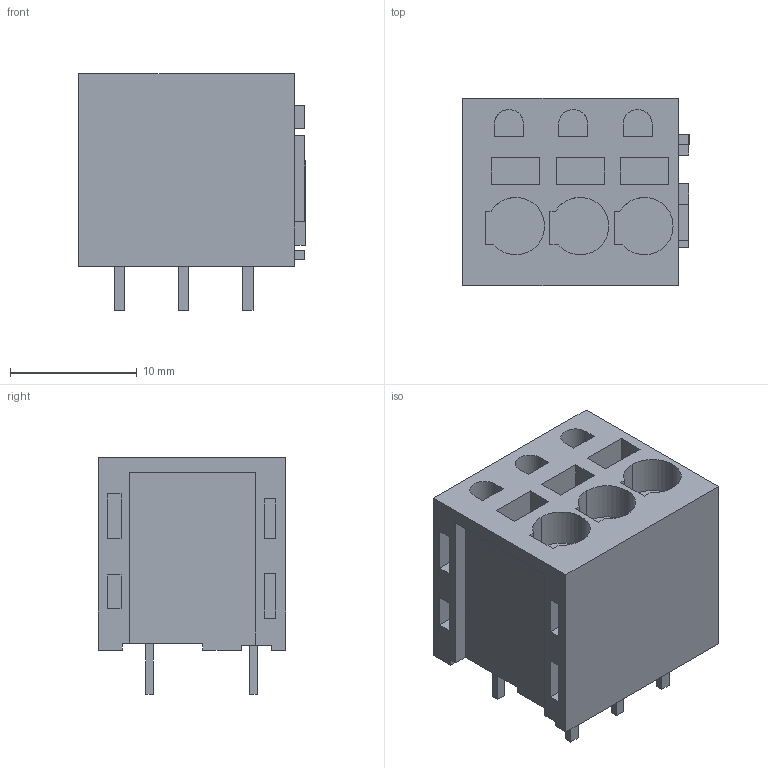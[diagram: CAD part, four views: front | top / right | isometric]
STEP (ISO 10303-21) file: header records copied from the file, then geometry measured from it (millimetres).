
FILE_DESCRIPTION(('CATIA V5 STEP Exchange','CAx-IF Rec.Pracs.--- Model Styling and Organization---1.2---2011-12-15'),'2;1');
FILE_NAME ('D1451161_0', '2018-04-09T13:31:18+00:00', ('none'), ('Weidmueller'), 'CATIA Version 5-6 Release 2014', 'CATIA V5 STEP AP214', 'none');
FILE_SCHEMA(('AUTOMOTIVE_DESIGN { 1 0 10303 214 1 1 1 1 }'));
Length unit declared in the file: millimetre
Products named in the file (1): 1331440000
Bounding box: 17.89 x 14.8 x 18.7 mm (x, y, z)
Volume: 3371.7 mm3; surface area: 2019.4 mm2
Topology: 7 solids, 7 shells, 175 faces, 420 edges, 280 vertices
Faces by surface type: plane 160, cylinder 15
Entity records: 5059 total; most frequent: CARTESIAN_POINT 881, ORIENTED_EDGE 840, DIRECTION 729, EDGE_CURVE 420, VECTOR 390, LINE 390, VERTEX_POINT 280, EDGE_LOOP 196
